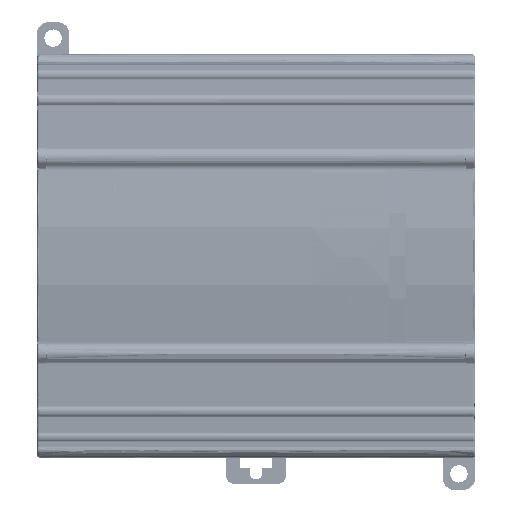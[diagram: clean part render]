
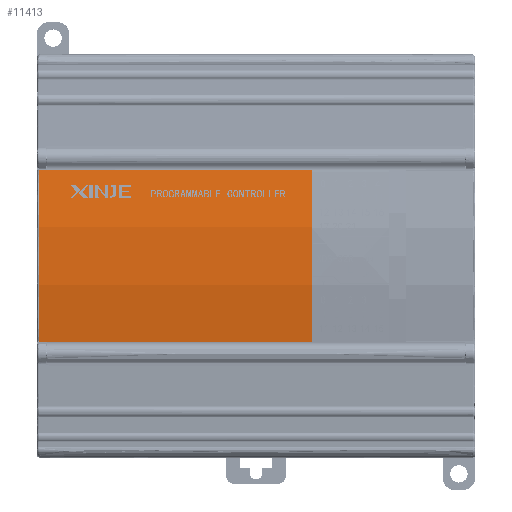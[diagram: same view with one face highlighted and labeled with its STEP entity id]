
A CAD part, front view. The second image highlights one B-rep face of the part: STEP entity #11413.
In plain terms, the highlighted cylindrical face has radius 128 mm (diameter 256 mm), a partial arc.
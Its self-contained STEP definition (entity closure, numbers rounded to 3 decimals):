
#5798=CYLINDRICAL_SURFACE('',#84244,128.);
#11413=ADVANCED_FACE('',(#15992),#5798,.T.);
#15992=FACE_OUTER_BOUND('',#21064,.T.);
#21064=EDGE_LOOP('',(#46255,#46256,#46257,#46258,#46259,#46260));
#46255=ORIENTED_EDGE('',*,*,#56815,.T.);
#46256=ORIENTED_EDGE('',*,*,#59356,.T.);
#46257=ORIENTED_EDGE('',*,*,#56816,.T.);
#46258=ORIENTED_EDGE('',*,*,#56817,.T.);
#46259=ORIENTED_EDGE('',*,*,#56818,.T.);
#46260=ORIENTED_EDGE('',*,*,#59357,.T.);
#56815=EDGE_CURVE('',#78341,#78333,#68444,.T.);
#56816=EDGE_CURVE('',#78310,#78342,#68445,.T.);
#56817=EDGE_CURVE('',#78342,#78343,#68446,.T.);
#56818=EDGE_CURVE('',#78343,#78315,#68447,.T.);
#59356=EDGE_CURVE('',#78333,#78310,#70974,.T.);
#59357=EDGE_CURVE('',#78315,#78341,#70975,.T.);
#68444=B_SPLINE_CURVE_WITH_KNOTS('',3,(#171208,#171209,#171210,#171211,
#171212,#171213),.UNSPECIFIED.,.F.,.F.,(4,2,4),(-42.687,-21.343,
0.),.UNSPECIFIED.);
#68445=B_SPLINE_CURVE_WITH_KNOTS('',3,(#171214,#171215,#171216,#171217),
 .UNSPECIFIED.,.F.,.F.,(4,4),(-1.92,0.),.UNSPECIFIED.);
#68446=B_SPLINE_CURVE_WITH_KNOTS('',3,(#171218,#171219,#171220,#171221,
#171222),.UNSPECIFIED.,.F.,.F.,(4,1,4),(-42.736,-21.368,
0.),.UNSPECIFIED.);
#68447=B_SPLINE_CURVE_WITH_KNOTS('',3,(#171223,#171224,#171225,#171226),
 .UNSPECIFIED.,.F.,.F.,(4,4),(-1.92,0.),.UNSPECIFIED.);
#70974=B_SPLINE_CURVE_WITH_KNOTS('',3,(#182156,#182157,#182158,#182159,
#182160,#182161,#182162),.UNSPECIFIED.,.F.,.F.,(4,3,4),(-39.766,
0.,25.893),.UNSPECIFIED.);
#70975=B_SPLINE_CURVE_WITH_KNOTS('',3,(#182163,#182164,#182165,#182166,
#182167,#182168,#182169),.UNSPECIFIED.,.F.,.F.,(4,3,4),(0.,25.893,
65.66),.UNSPECIFIED.);
#78310=VERTEX_POINT('',#131288);
#78315=VERTEX_POINT('',#131293);
#78333=VERTEX_POINT('',#131311);
#78341=VERTEX_POINT('',#131319);
#78342=VERTEX_POINT('',#131320);
#78343=VERTEX_POINT('',#131321);
#84244=AXIS2_PLACEMENT_3D('',#124583,#88400,$);
#88400=DIRECTION('',(1.,0.,0.));
#124583=CARTESIAN_POINT('',(28.046,164.139,89.145));
#131288=CARTESIAN_POINT('',(-3.825,37.901,110.303));
#131293=CARTESIAN_POINT('',(-3.825,37.921,67.863));
#131311=CARTESIAN_POINT('',(61.834,37.9,110.303));
#131319=CARTESIAN_POINT('',(61.834,37.921,67.863));
#131320=CARTESIAN_POINT('',(-5.745,37.901,110.303));
#131321=CARTESIAN_POINT('',(-5.745,37.921,67.863));
#171208=CARTESIAN_POINT('',(61.834,37.921,67.863));
#171209=CARTESIAN_POINT('',(61.834,36.737,74.887));
#171210=CARTESIAN_POINT('',(61.834,36.143,81.96));
#171211=CARTESIAN_POINT('',(61.834,36.136,96.204));
#171212=CARTESIAN_POINT('',(61.834,36.723,103.279));
#171213=CARTESIAN_POINT('',(61.834,37.9,110.303));
#171214=CARTESIAN_POINT('',(-3.825,37.901,110.303));
#171215=CARTESIAN_POINT('',(-4.465,37.901,110.303));
#171216=CARTESIAN_POINT('',(-5.105,37.901,110.303));
#171217=CARTESIAN_POINT('',(-5.745,37.901,110.303));
#171218=CARTESIAN_POINT('',(-5.745,37.901,110.303));
#171219=CARTESIAN_POINT('',(-5.745,36.726,103.295));
#171220=CARTESIAN_POINT('',(-5.745,35.546,89.082));
#171221=CARTESIAN_POINT('',(-5.745,36.74,74.87));
#171222=CARTESIAN_POINT('',(-5.745,37.921,67.863));
#171223=CARTESIAN_POINT('',(-5.745,37.921,67.863));
#171224=CARTESIAN_POINT('',(-5.105,37.922,67.863));
#171225=CARTESIAN_POINT('',(-4.465,37.921,67.863));
#171226=CARTESIAN_POINT('',(-3.825,37.921,67.863));
#182156=CARTESIAN_POINT('',(61.834,37.9,110.303));
#182157=CARTESIAN_POINT('',(48.579,37.9,110.303));
#182158=CARTESIAN_POINT('',(35.323,37.9,110.303));
#182159=CARTESIAN_POINT('',(22.068,37.9,110.303));
#182160=CARTESIAN_POINT('',(13.437,37.9,110.303));
#182161=CARTESIAN_POINT('',(4.806,37.901,110.303));
#182162=CARTESIAN_POINT('',(-3.825,37.901,110.303));
#182163=CARTESIAN_POINT('',(-3.825,37.921,67.863));
#182164=CARTESIAN_POINT('',(4.806,37.921,67.863));
#182165=CARTESIAN_POINT('',(13.437,37.921,67.863));
#182166=CARTESIAN_POINT('',(22.068,37.921,67.863));
#182167=CARTESIAN_POINT('',(35.323,37.921,67.863));
#182168=CARTESIAN_POINT('',(48.579,37.921,67.863));
#182169=CARTESIAN_POINT('',(61.834,37.921,67.863));
